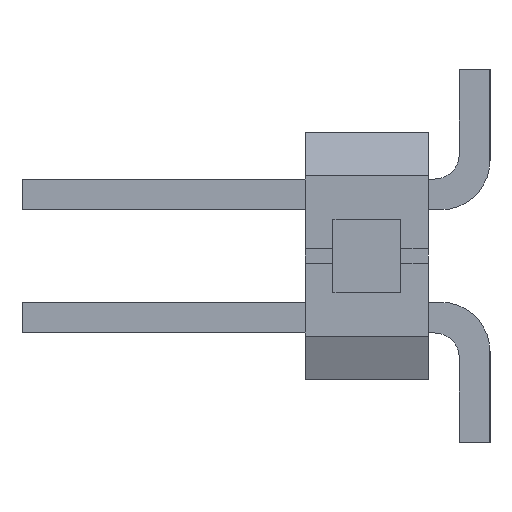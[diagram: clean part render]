
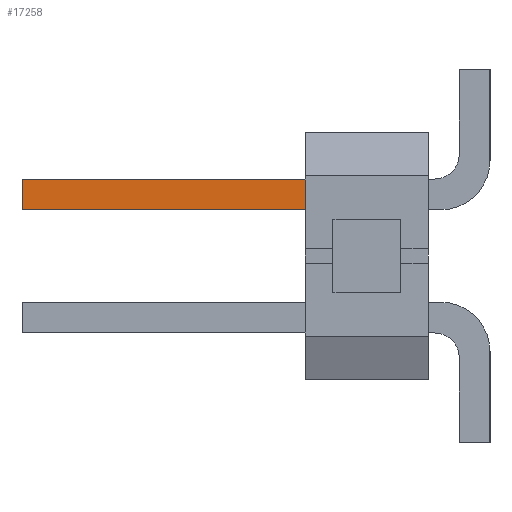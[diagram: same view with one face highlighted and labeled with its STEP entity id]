
A CAD part, left-side view. The second image highlights one B-rep face of the part: STEP entity #17258.
In plain terms, the highlighted planar face has unit normal (-1, 0, 0).
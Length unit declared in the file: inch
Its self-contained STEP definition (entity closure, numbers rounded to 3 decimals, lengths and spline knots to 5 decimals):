
#3496=ORIENTED_EDGE('',*,*,#6812,.F.);
#3497=ORIENTED_EDGE('',*,*,#6766,.T.);
#3498=ORIENTED_EDGE('',*,*,#6838,.F.);
#3499=ORIENTED_EDGE('',*,*,#6825,.F.);
#6766=EDGE_CURVE('',#8778,#8777,#10926,.T.);
#6812=EDGE_CURVE('',#8778,#8784,#10972,.T.);
#6825=EDGE_CURVE('',#8784,#8786,#10985,.T.);
#6838=EDGE_CURVE('',#8786,#8777,#10998,.T.);
#8777=VERTEX_POINT('',#25991);
#8778=VERTEX_POINT('',#25993);
#8784=VERTEX_POINT('',#26064);
#8786=VERTEX_POINT('',#26090);
#10926=LINE('',#25992,#13334);
#10972=LINE('',#26063,#13380);
#10985=LINE('',#26089,#13393);
#10998=LINE('',#26115,#13406);
#13334=VECTOR('',#21083,39.37008);
#13380=VECTOR('',#21167,39.37008);
#13393=VECTOR('',#21202,39.37008);
#13406=VECTOR('',#21237,39.37008);
#14744=EDGE_LOOP('',(#3496,#3497,#3498,#3499));
#15626=FACE_BOUND('',#14744,.T.);
#16464=PLANE('',#18135);
#17258=ADVANCED_FACE('',(#15626),#16464,.F.);
#18135=AXIS2_PLACEMENT_3D('',#26193,#21355,#21356);
#21083=DIRECTION('',(0.,0.,1.));
#21167=DIRECTION('',(0.,1.,0.));
#21202=DIRECTION('',(0.,0.,1.));
#21237=DIRECTION('',(0.,-1.,0.));
#21355=DIRECTION('',(1.,0.,0.));
#21356=DIRECTION('',(0.,0.,-1.));
#25991=CARTESIAN_POINT('',(-0.5125,0.105,0.0125));
#25992=CARTESIAN_POINT('',(-0.5125,0.105,0.0275));
#25993=CARTESIAN_POINT('',(-0.5125,0.105,-0.0125));
#26063=CARTESIAN_POINT('',(-0.5125,0.04,-0.0125));
#26064=CARTESIAN_POINT('',(-0.5125,0.38,-0.0125));
#26089=CARTESIAN_POINT('',(-0.5125,0.38,-0.0125));
#26090=CARTESIAN_POINT('',(-0.5125,0.38,0.0125));
#26115=CARTESIAN_POINT('',(-0.5125,0.38,0.0125));
#26193=CARTESIAN_POINT('',(-0.5125,0.04,0.0275));
